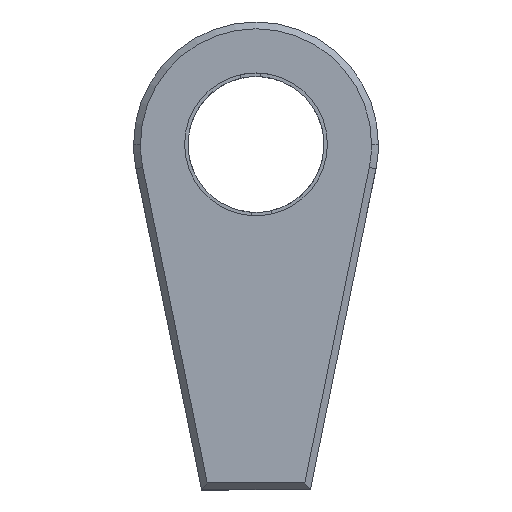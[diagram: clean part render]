
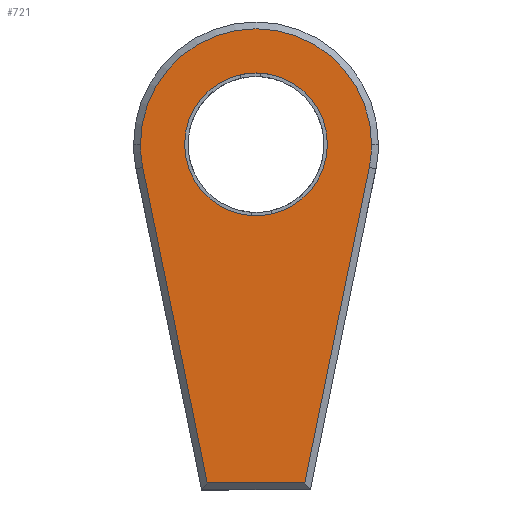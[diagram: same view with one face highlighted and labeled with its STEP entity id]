
A CAD part, top view. The second image highlights one B-rep face of the part: STEP entity #721.
In plain terms, the highlighted planar face has unit normal (0, 0, 1).
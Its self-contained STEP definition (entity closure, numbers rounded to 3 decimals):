
#18 = DIRECTION ( 'NONE',  ( 0., 0., 1. ) ) ;
#64 = LINE ( 'NONE', #719, #760 ) ;
#93 = CARTESIAN_POINT ( 'NONE',  ( 0., -24.9, 10. ) ) ;
#105 = AXIS2_PLACEMENT_3D ( 'NONE', #1450, #1714, #1579 ) ;
#167 = CIRCLE ( 'NONE', #985, 8.5 ) ;
#180 = DIRECTION ( 'NONE',  ( 0.2, 0.98, 0. ) ) ;
#194 = VERTEX_POINT ( 'NONE', #198 ) ;
#198 = CARTESIAN_POINT ( 'NONE',  ( -3.592, -24.9, 10. ) ) ;
#209 = VERTEX_POINT ( 'NONE', #1409 ) ;
#215 = ORIENTED_EDGE ( 'NONE', *, *, #1316, .T. ) ;
#216 = AXIS2_PLACEMENT_3D ( 'NONE', #1166, #1009, #368 ) ;
#244 = EDGE_CURVE ( 'NONE', #209, #1011, #685, .T. ) ;
#314 = CARTESIAN_POINT ( 'NONE',  ( 0., 0., 10. ) ) ;
#320 = DIRECTION ( 'NONE',  ( 0., 0., 1. ) ) ;
#332 = ORIENTED_EDGE ( 'NONE', *, *, #1592, .F. ) ;
#341 = LINE ( 'NONE', #703, #1379 ) ;
#368 = DIRECTION ( 'NONE',  ( 1., 0., 0. ) ) ;
#426 = CARTESIAN_POINT ( 'NONE',  ( 5.25, 0., 10. ) ) ;
#447 = CARTESIAN_POINT ( 'NONE',  ( 0., 0., 10. ) ) ;
#484 = EDGE_LOOP ( 'NONE', ( #1507, #215, #595, #1601, #1618, #1321 ) ) ;
#523 = FACE_OUTER_BOUND ( 'NONE', #484, .T. ) ;
#595 = ORIENTED_EDGE ( 'NONE', *, *, #1131, .T. ) ;
#676 = CARTESIAN_POINT ( 'NONE',  ( -5.25, 0., 10. ) ) ;
#685 = CIRCLE ( 'NONE', #216, 8.5 ) ;
#703 = CARTESIAN_POINT ( 'NONE',  ( 8.328, -1.7, 10. ) ) ;
#719 = CARTESIAN_POINT ( 'NONE',  ( -8.328, -1.7, 10. ) ) ;
#721 = ADVANCED_FACE ( 'NONE', ( #1313, #523 ), #1353, .T. ) ;
#724 = DIRECTION ( 'NONE',  ( 1., 0., 0. ) ) ;
#755 = AXIS2_PLACEMENT_3D ( 'NONE', #447, #1611, #828 ) ;
#760 = VECTOR ( 'NONE', #965, 1000. ) ;
#828 = DIRECTION ( 'NONE',  ( 1., 0., 0. ) ) ;
#910 = LINE ( 'NONE', #93, #1655 ) ;
#931 = CIRCLE ( 'NONE', #105, 5.25 ) ;
#965 = DIRECTION ( 'NONE',  ( 0.2, -0.98, 0. ) ) ;
#985 = AXIS2_PLACEMENT_3D ( 'NONE', #1481, #320, #724 ) ;
#1005 = VERTEX_POINT ( 'NONE', #1030 ) ;
#1009 = DIRECTION ( 'NONE',  ( 0., 0., 1. ) ) ;
#1011 = VERTEX_POINT ( 'NONE', #1207 ) ;
#1030 = CARTESIAN_POINT ( 'NONE',  ( 3.592, -24.9, 10. ) ) ;
#1091 = CIRCLE ( 'NONE', #1167, 5.25 ) ;
#1116 = EDGE_CURVE ( 'NONE', #1695, #1628, #1091, .T. ) ;
#1131 = EDGE_CURVE ( 'NONE', #1005, #1264, #341, .T. ) ;
#1138 = EDGE_CURVE ( 'NONE', #1537, #209, #167, .T. ) ;
#1142 = CARTESIAN_POINT ( 'NONE',  ( 8.5, 0., 10. ) ) ;
#1152 = EDGE_CURVE ( 'NONE', #1011, #194, #64, .T. ) ;
#1166 = CARTESIAN_POINT ( 'NONE',  ( 0., 0., 10. ) ) ;
#1167 = AXIS2_PLACEMENT_3D ( 'NONE', #314, #18, #1348 ) ;
#1171 = CARTESIAN_POINT ( 'NONE',  ( 8.328, -1.7, 10. ) ) ;
#1207 = CARTESIAN_POINT ( 'NONE',  ( -8.328, -1.7, 10. ) ) ;
#1242 = AXIS2_PLACEMENT_3D ( 'NONE', #1701, #1456, #1587 ) ;
#1264 = VERTEX_POINT ( 'NONE', #1171 ) ;
#1313 = FACE_BOUND ( 'NONE', #1492, .T. ) ;
#1316 = EDGE_CURVE ( 'NONE', #194, #1005, #910, .T. ) ;
#1321 = ORIENTED_EDGE ( 'NONE', *, *, #244, .T. ) ;
#1348 = DIRECTION ( 'NONE',  ( 1., 0., 0. ) ) ;
#1353 = PLANE ( 'NONE',  #755 ) ;
#1379 = VECTOR ( 'NONE', #180, 1000. ) ;
#1409 = CARTESIAN_POINT ( 'NONE',  ( -8.5, 0., 10. ) ) ;
#1435 = DIRECTION ( 'NONE',  ( 1., 0., 0. ) ) ;
#1450 = CARTESIAN_POINT ( 'NONE',  ( 0., 0., 10. ) ) ;
#1456 = DIRECTION ( 'NONE',  ( 0., 0., 1. ) ) ;
#1481 = CARTESIAN_POINT ( 'NONE',  ( 0., 0., 10. ) ) ;
#1492 = EDGE_LOOP ( 'NONE', ( #1582, #332 ) ) ;
#1507 = ORIENTED_EDGE ( 'NONE', *, *, #1152, .T. ) ;
#1537 = VERTEX_POINT ( 'NONE', #1142 ) ;
#1579 = DIRECTION ( 'NONE',  ( 1., 0., 0. ) ) ;
#1582 = ORIENTED_EDGE ( 'NONE', *, *, #1116, .F. ) ;
#1587 = DIRECTION ( 'NONE',  ( 1., 0., 0. ) ) ;
#1592 = EDGE_CURVE ( 'NONE', #1628, #1695, #931, .T. ) ;
#1593 = CIRCLE ( 'NONE', #1242, 8.5 ) ;
#1601 = ORIENTED_EDGE ( 'NONE', *, *, #1626, .T. ) ;
#1611 = DIRECTION ( 'NONE',  ( 0., 0., 1. ) ) ;
#1618 = ORIENTED_EDGE ( 'NONE', *, *, #1138, .T. ) ;
#1626 = EDGE_CURVE ( 'NONE', #1264, #1537, #1593, .T. ) ;
#1628 = VERTEX_POINT ( 'NONE', #676 ) ;
#1655 = VECTOR ( 'NONE', #1435, 1000. ) ;
#1695 = VERTEX_POINT ( 'NONE', #426 ) ;
#1701 = CARTESIAN_POINT ( 'NONE',  ( 0., 0., 10. ) ) ;
#1714 = DIRECTION ( 'NONE',  ( 0., 0., 1. ) ) ;
